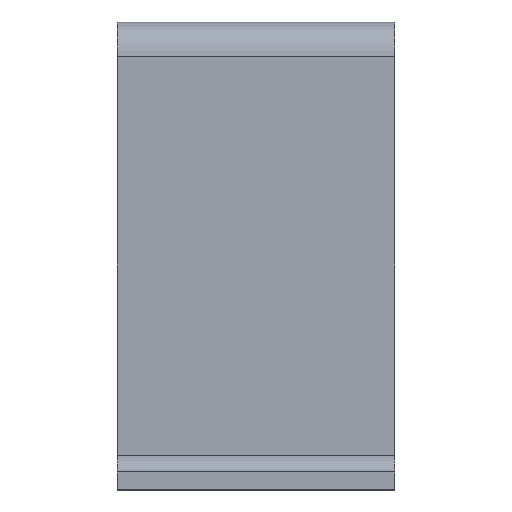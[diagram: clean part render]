
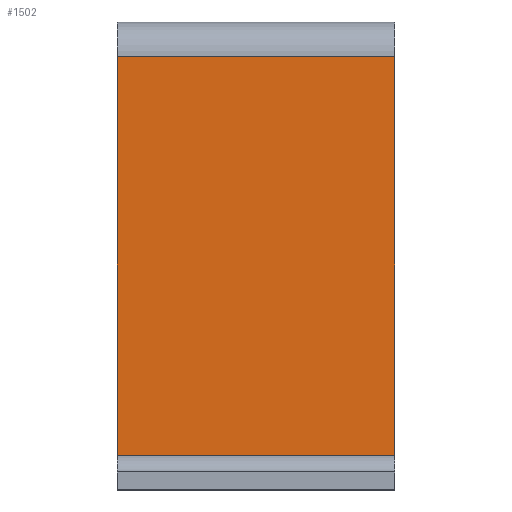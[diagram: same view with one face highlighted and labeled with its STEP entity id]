
A CAD part, top view. The second image highlights one B-rep face of the part: STEP entity #1502.
In plain terms, the highlighted planar face has unit normal (0, 0, 1).
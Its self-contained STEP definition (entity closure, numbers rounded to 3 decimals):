
#475=DIRECTION('',(1.,0.,0.));
#476=VECTOR('',#475,40.);
#477=CARTESIAN_POINT('',(-20.,60.,-27.5));
#478=LINE('',#477,#476);
#808=DIRECTION('',(0.,1.,0.));
#809=VECTOR('',#808,57.5);
#810=CARTESIAN_POINT('',(-20.,2.5,-27.5));
#811=LINE('',#810,#809);
#815=DIRECTION('',(0.,-1.,0.));
#816=VECTOR('',#815,57.5);
#817=CARTESIAN_POINT('',(20.,60.,-27.5));
#818=LINE('',#817,#816);
#822=DIRECTION('',(-1.,0.,0.));
#823=VECTOR('',#822,40.);
#824=CARTESIAN_POINT('',(20.,2.5,-27.5));
#825=LINE('',#824,#823);
#956=CARTESIAN_POINT('',(20.,2.5,-27.5));
#957=CARTESIAN_POINT('',(-20.,2.5,-27.5));
#958=VERTEX_POINT('',#956);
#959=VERTEX_POINT('',#957);
#968=CARTESIAN_POINT('',(20.,60.,-27.5));
#969=VERTEX_POINT('',#968);
#970=CARTESIAN_POINT('',(-20.,60.,-27.5));
#971=VERTEX_POINT('',#970);
#1490=CARTESIAN_POINT('',(-20.,-2.5,-27.5));
#1491=DIRECTION('',(0.,0.,-1.));
#1492=DIRECTION('',(-1.,0.,0.));
#1493=AXIS2_PLACEMENT_3D('',#1490,#1491,#1492);
#1494=PLANE('',#1493);
#1495=ORIENTED_EDGE('',*,*,#1160,.T.);
#1496=ORIENTED_EDGE('',*,*,#1191,.T.);
#1497=ORIENTED_EDGE('',*,*,#1484,.T.);
#1499=ORIENTED_EDGE('',*,*,#1498,.T.);
#1500=EDGE_LOOP('',(#1495,#1496,#1497,#1499));
#1501=FACE_OUTER_BOUND('',#1500,.F.);
#1160=EDGE_CURVE('',#959,#971,#811,.T.);
#1191=EDGE_CURVE('',#971,#969,#478,.T.);
#1484=EDGE_CURVE('',#969,#958,#818,.T.);
#1498=EDGE_CURVE('',#958,#959,#825,.T.);
#1502=ADVANCED_FACE('',(#1501),#1494,.F.);
